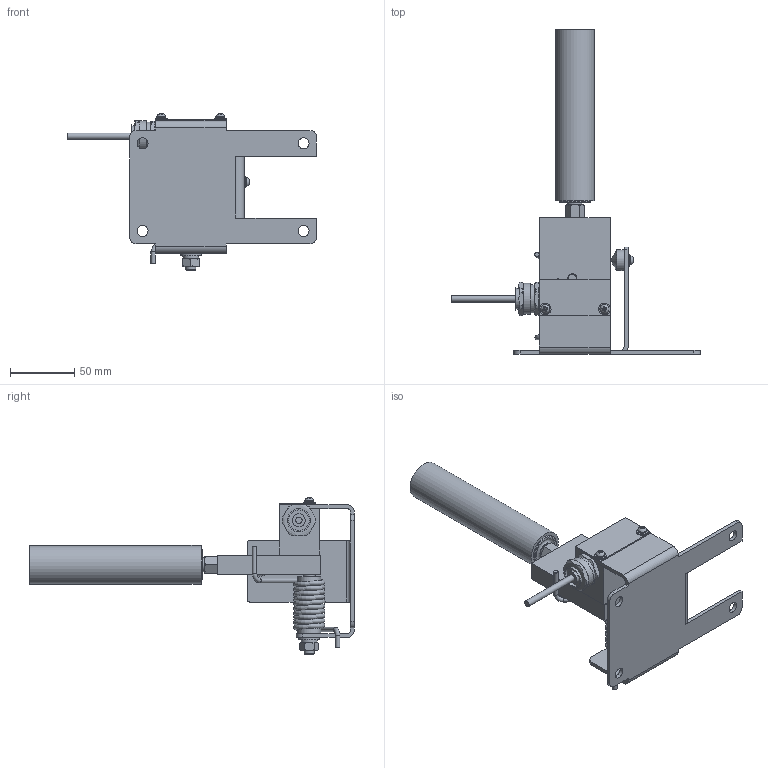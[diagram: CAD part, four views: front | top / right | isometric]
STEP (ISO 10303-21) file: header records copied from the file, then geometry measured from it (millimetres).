
FILE_DESCRIPTION(('STEP AP214'), '1');
FILE_NAME('騫捀-7500', '2020-12-16T06:51:26', ('砐錪賧瘔蠈錪 Windows'), (''), 'ASCON STEP Converter 1.3', 'ASCON Math Kernel', '');
FILE_SCHEMA(('AUTOMOTIVE_DESIGN { 1 0 10303 214 3 1 1}'));
Length unit declared in the file: millimetre
Products named in the file (1): 2
Bounding box: 193.2 x 252 x 121.45 mm (x, y, z)
Volume: 269789.2 mm3; surface area: 125567.9 mm2
Topology: 29 solids, 29 shells, 477 faces, 1108 edges, 713 vertices
Faces by surface type: plane 231, cylinder 117, cone 52, extrusion 30, bspline 26, torus 17, sphere 4
Full cylindrical faces by diameter (mm): 3.2 x3, 3.5 x5, 4 x3, 4.2 x2, 4.5 x4, 5 x1, 5.2 x2, 6.2 x2, 6.5 x3, 6.647 x1, 7 x7, 7.5 x1, 8 x5, 8.4 x1, 8.5 x4, 9 x7, 9.2 x1, 9.5 x1, 10 x2, 11 x2, 12 x1, 16 x3, 18 x2, 22 x1, 24 x6, 24.8 x1, 30 x1
Entity records: 21505 total; most frequent: CARTESIAN_POINT 10409, ORIENTED_EDGE 2206, DIRECTION 2160, EDGE_CURVE 1103, AXIS2_PLACEMENT_3D 778, VERTEX_POINT 713, VECTOR 604, LINE 574
